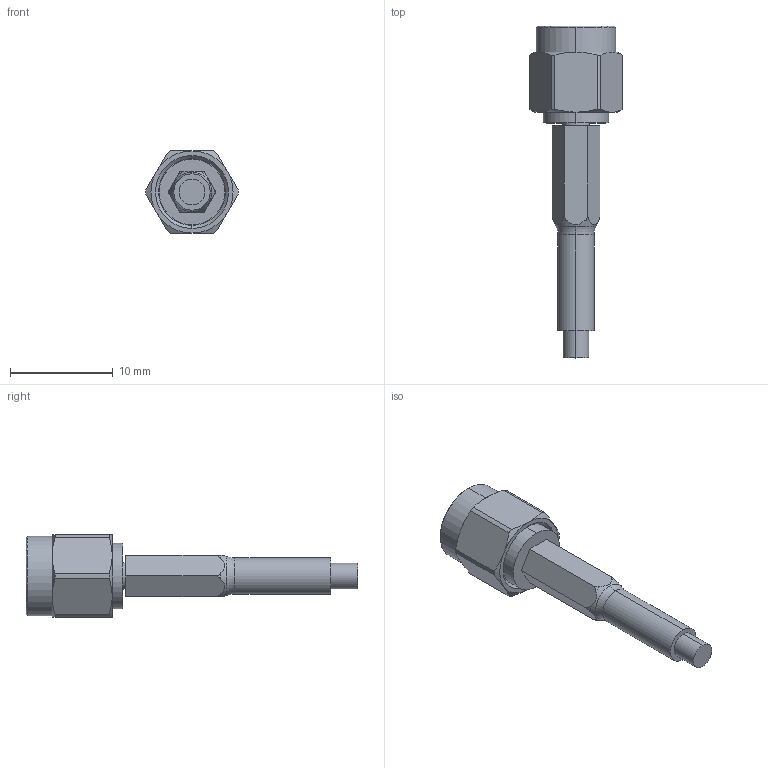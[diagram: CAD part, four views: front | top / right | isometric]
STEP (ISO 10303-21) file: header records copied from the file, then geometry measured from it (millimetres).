
FILE_DESCRIPTION (( 'STEP AP214' ), '1' );
FILE_NAME ('SAMTEC_RF174-01SPX-06BJX-XXX-S-1.STEP', '2015-04-10T14:20:29', ( '' ), ( '' ), '', '', '' );
FILE_SCHEMA (( '' ));
Length unit declared in the file: millimetre
Products named in the file (1): SAMTEC_RF174-01SPX-06BJX-XXX-S-1
Bounding box: 9 x 32.37 x 8 mm (x, y, z)
Volume: 589.2 mm3; surface area: 2020.4 mm2
Topology: 9 solids, 9 shells, 230 faces, 500 edges, 301 vertices
Faces by surface type: cylinder 98, cone 62, plane 60, bspline 6, torus 4
Entity records: 6670 total; most frequent: CARTESIAN_POINT 1460, DIRECTION 1132, ORIENTED_EDGE 996, EDGE_CURVE 498, AXIS2_PLACEMENT_3D 461, VERTEX_POINT 301, EDGE_LOOP 259, CIRCLE 236
